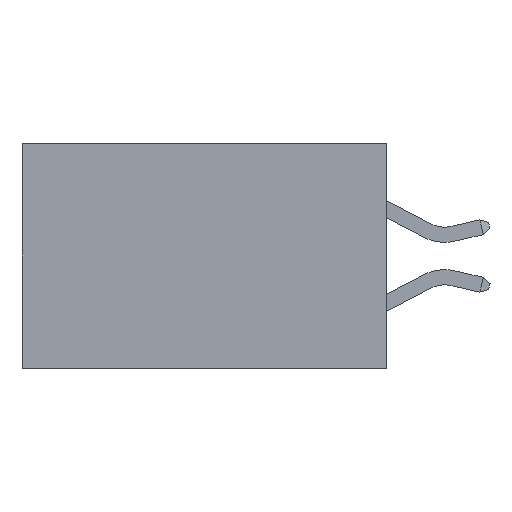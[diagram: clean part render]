
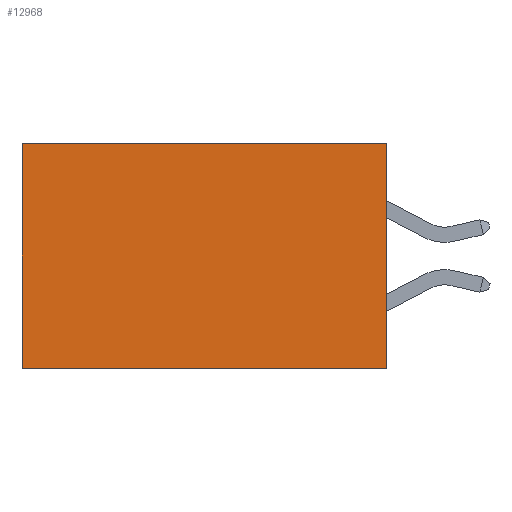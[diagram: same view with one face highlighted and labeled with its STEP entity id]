
A CAD part, left-side view. The second image highlights one B-rep face of the part: STEP entity #12968.
In plain terms, the highlighted planar face has unit normal (-1, 0, 0).
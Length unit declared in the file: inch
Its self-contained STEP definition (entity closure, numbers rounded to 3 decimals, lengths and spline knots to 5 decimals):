
#318 = EDGE_CURVE ( 'NONE', #14124, #14954, #10548, .T. ) ;
#571 = EDGE_CURVE ( 'NONE', #9451, #13242, #2136, .T. ) ;
#1029 = EDGE_LOOP ( 'NONE', ( #3773, #14122, #10809, #13648 ) ) ;
#1054 = VECTOR ( 'NONE', #6670, 39.37008 ) ;
#1638 = LINE ( 'NONE', #13363, #14380 ) ;
#2136 = LINE ( 'NONE', #10098, #1054 ) ;
#2256 = CARTESIAN_POINT ( 'NONE',  ( 0.298, 0., -0.37 ) ) ;
#3773 = ORIENTED_EDGE ( 'NONE', *, *, #5494, .T. ) ;
#3776 = CARTESIAN_POINT ( 'NONE',  ( 0.298, 0., 0. ) ) ;
#4863 = CARTESIAN_POINT ( 'NONE',  ( 0.298, 0., 0. ) ) ;
#5144 = CARTESIAN_POINT ( 'NONE',  ( 0.298, 0., 0. ) ) ;
#5175 = CARTESIAN_POINT ( 'NONE',  ( 0.298, 0.6, -0.37 ) ) ;
#5212 = DIRECTION ( 'NONE',  ( 0., 0., -1. ) ) ;
#5494 = EDGE_CURVE ( 'NONE', #14954, #13242, #7542, .T. ) ;
#6013 = DIRECTION ( 'NONE',  ( 0., 0., -1. ) ) ;
#6670 = DIRECTION ( 'NONE',  ( 0., 1., 0. ) ) ;
#7525 = CARTESIAN_POINT ( 'NONE',  ( 0.298, 0.6, 0. ) ) ;
#7542 = LINE ( 'NONE', #7525, #10833 ) ;
#8104 = CARTESIAN_POINT ( 'NONE',  ( 0.298, 0.6, 0. ) ) ;
#8349 = EDGE_CURVE ( 'NONE', #14124, #9451, #1638, .T. ) ;
#8557 = DIRECTION ( 'NONE',  ( 0., 0., -1. ) ) ;
#9451 = VERTEX_POINT ( 'NONE', #2256 ) ;
#9490 = PLANE ( 'NONE',  #14567 ) ;
#9742 = DIRECTION ( 'NONE',  ( 0., 1., 0. ) ) ;
#10098 = CARTESIAN_POINT ( 'NONE',  ( 0.298, 0., -0.37 ) ) ;
#10548 = LINE ( 'NONE', #3776, #10741 ) ;
#10741 = VECTOR ( 'NONE', #9742, 39.37008 ) ;
#10809 = ORIENTED_EDGE ( 'NONE', *, *, #8349, .F. ) ;
#10833 = VECTOR ( 'NONE', #8557, 39.37008 ) ;
#11025 = FACE_OUTER_BOUND ( 'NONE', #1029, .T. ) ;
#12968 = ADVANCED_FACE ( 'NONE', ( #11025 ), #9490, .F. ) ;
#13012 = DIRECTION ( 'NONE',  ( 1., 0., 0. ) ) ;
#13242 = VERTEX_POINT ( 'NONE', #5175 ) ;
#13363 = CARTESIAN_POINT ( 'NONE',  ( 0.298, 0., 0. ) ) ;
#13648 = ORIENTED_EDGE ( 'NONE', *, *, #318, .T. ) ;
#14122 = ORIENTED_EDGE ( 'NONE', *, *, #571, .F. ) ;
#14124 = VERTEX_POINT ( 'NONE', #5144 ) ;
#14380 = VECTOR ( 'NONE', #5212, 39.37008 ) ;
#14567 = AXIS2_PLACEMENT_3D ( 'NONE', #4863, #13012, #6013 ) ;
#14954 = VERTEX_POINT ( 'NONE', #8104 ) ;
